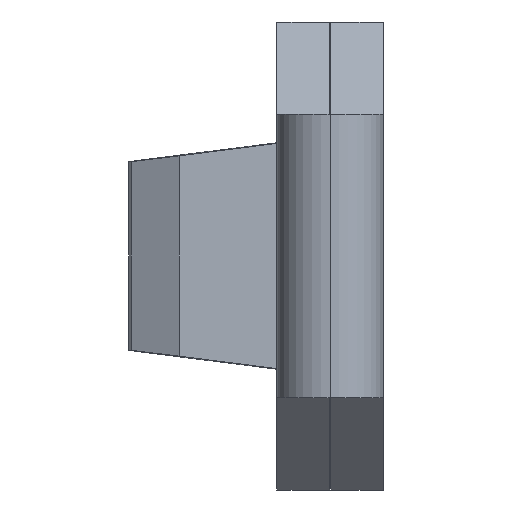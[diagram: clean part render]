
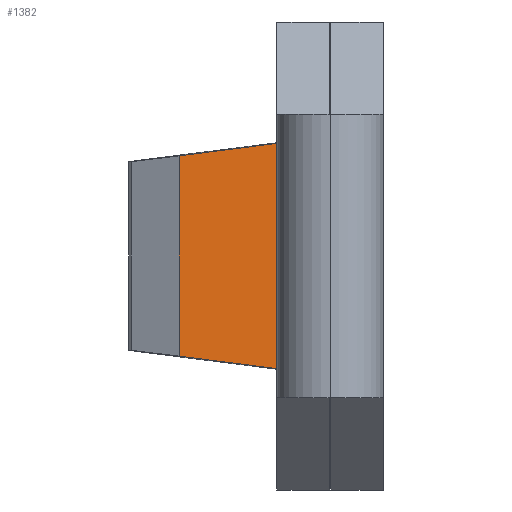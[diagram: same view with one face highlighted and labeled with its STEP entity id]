
A CAD part, left-side view. The second image highlights one B-rep face of the part: STEP entity #1382.
In plain terms, the highlighted planar face has unit normal (-0.995, -0.097, 0).
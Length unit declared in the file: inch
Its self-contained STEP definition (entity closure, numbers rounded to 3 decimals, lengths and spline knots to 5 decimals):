
#120 = CARTESIAN_POINT ( 'NONE',  ( 0.90393, 0.00607, -0.0625 ) ) ;
#234 = FACE_OUTER_BOUND ( 'NONE', #3236, .T. ) ;
#272 = LINE ( 'NONE', #2930, #1007 ) ;
#360 = VECTOR ( 'NONE', #2364, 39.37008 ) ;
#373 = CARTESIAN_POINT ( 'NONE',  ( 0.90393, 0.00607, 0.0625 ) ) ;
#632 = PLANE ( 'NONE',  #3185 ) ;
#756 = CARTESIAN_POINT ( 'NONE',  ( 0.89675, 0.07991, -0.05308 ) ) ;
#852 = ORIENTED_EDGE ( 'NONE', *, *, #2348, .T. ) ;
#1007 = VECTOR ( 'NONE', #1134, 39.37008 ) ;
#1073 = LINE ( 'NONE', #1378, #1691 ) ;
#1076 = LINE ( 'NONE', #2099, #360 ) ;
#1134 = DIRECTION ( 'NONE',  ( 0.096, -0.987, 0.126 ) ) ;
#1175 = CARTESIAN_POINT ( 'NONE',  ( 0.89675, 0.07991, 0.0625 ) ) ;
#1178 = CARTESIAN_POINT ( 'NONE',  ( 0.90393, 0.00607, 0.0625 ) ) ;
#1192 = EDGE_CURVE ( 'NONE', #3219, #3035, #272, .T. ) ;
#1378 = CARTESIAN_POINT ( 'NONE',  ( 0.89675, 0.07991, 0.0625 ) ) ;
#1382 = ADVANCED_FACE ( 'NONE', ( #234 ), #632, .F. ) ;
#1410 = ORIENTED_EDGE ( 'NONE', *, *, #1192, .F. ) ;
#1436 = DIRECTION ( 'NONE',  ( -0.097, 0.995, 0. ) ) ;
#1542 = VERTEX_POINT ( 'NONE', #756 ) ;
#1635 = DIRECTION ( 'NONE',  ( 0., 0., -1. ) ) ;
#1691 = VECTOR ( 'NONE', #1635, 39.37008 ) ;
#1776 = EDGE_CURVE ( 'NONE', #3035, #3070, #3156, .T. ) ;
#2009 = EDGE_CURVE ( 'NONE', #3070, #1542, #1076, .T. ) ;
#2099 = CARTESIAN_POINT ( 'NONE',  ( 0.90393, 0.00607, -0.0625 ) ) ;
#2211 = DIRECTION ( 'NONE',  ( 0., 0., -1. ) ) ;
#2348 = EDGE_CURVE ( 'NONE', #3219, #1542, #1073, .T. ) ;
#2364 = DIRECTION ( 'NONE',  ( -0.096, 0.987, 0.126 ) ) ;
#2410 = VECTOR ( 'NONE', #2211, 39.37008 ) ;
#2548 = CARTESIAN_POINT ( 'NONE',  ( 0.89675, 0.07991, 0.05308 ) ) ;
#2787 = ORIENTED_EDGE ( 'NONE', *, *, #2009, .F. ) ;
#2930 = CARTESIAN_POINT ( 'NONE',  ( 0.90393, 0.00607, 0.0625 ) ) ;
#2962 = ORIENTED_EDGE ( 'NONE', *, *, #1776, .F. ) ;
#2974 = DIRECTION ( 'NONE',  ( 0.995, 0.097, 0. ) ) ;
#3035 = VERTEX_POINT ( 'NONE', #1178 ) ;
#3070 = VERTEX_POINT ( 'NONE', #120 ) ;
#3156 = LINE ( 'NONE', #373, #2410 ) ;
#3185 = AXIS2_PLACEMENT_3D ( 'NONE', #1175, #2974, #1436 ) ;
#3219 = VERTEX_POINT ( 'NONE', #2548 ) ;
#3236 = EDGE_LOOP ( 'NONE', ( #852, #2787, #2962, #1410 ) ) ;
